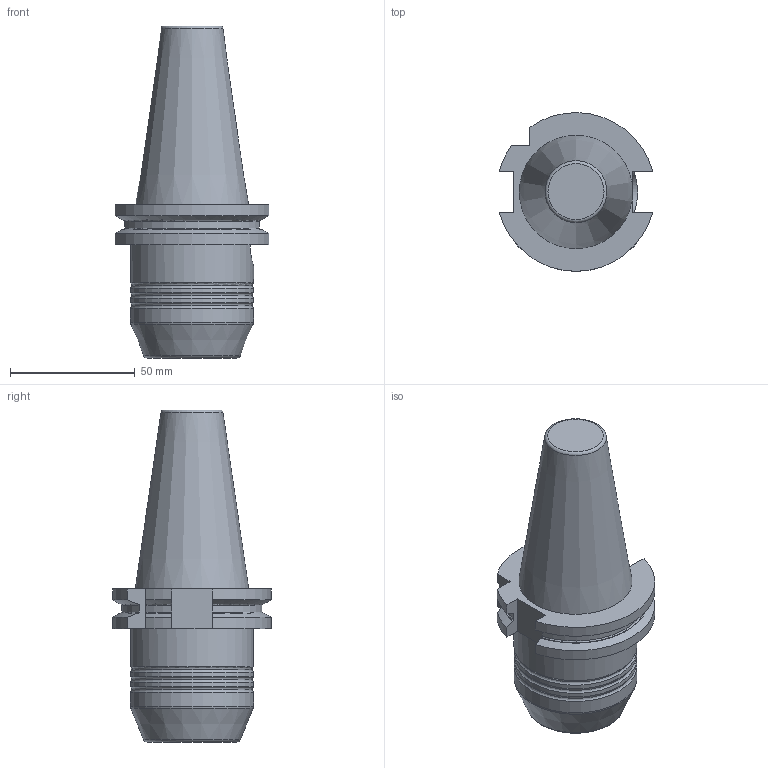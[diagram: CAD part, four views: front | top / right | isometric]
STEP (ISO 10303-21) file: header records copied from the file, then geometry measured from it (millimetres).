
FILE_DESCRIPTION(/* description */ (''),/* implementation_level */ '2;1');
FILE_NAME(/* name */ 'DIN40ADB-HCR20-064_Basic.stp',/* time_stamp */ '2022-07-04T10:39:38+05:00',/* author */ (''),/* organization */ (''),/* preprocessor_version */ 'ST-DEVELOPER v16.7',/* originating_system */ 'SIEMENS PLM Software NX 12.0',/* authorisation */ '');
FILE_SCHEMA (('AUTOMOTIVE_DESIGN { 1 0 10303 214 3 1 1 1 }'));
Length unit declared in the file: millimetre
Products named in the file (1): inpu9A94AA24fxt0
Bounding box: 61.48 x 63.54 x 132.9 mm (x, y, z)
Volume: 178254.7 mm3; surface area: 26248 mm2
Topology: 1 solids, 1 shells, 57 faces, 155 edges, 105 vertices
Faces by surface type: plane 19, cylinder 15, torus 15, cone 8
Full cylindrical faces by diameter (mm): 20 x1, 49.25 x4
Entity records: 1888 total; most frequent: CARTESIAN_POINT 510, DIRECTION 276, ORIENTED_EDGE 258, EDGE_CURVE 129, AXIS2_PLACEMENT_3D 111, VERTEX_POINT 92, EDGE_LOOP 75, ADVANCED_FACE 57
